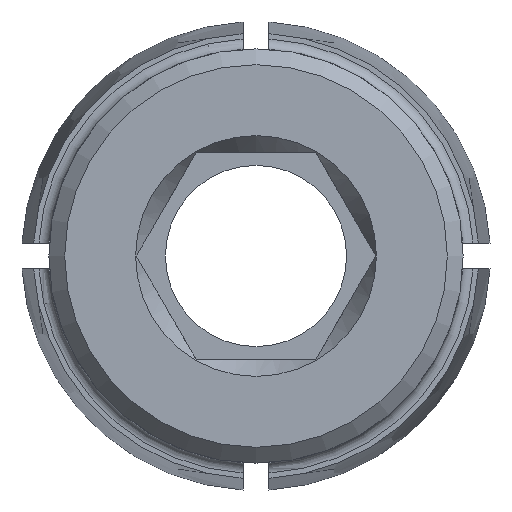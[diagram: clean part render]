
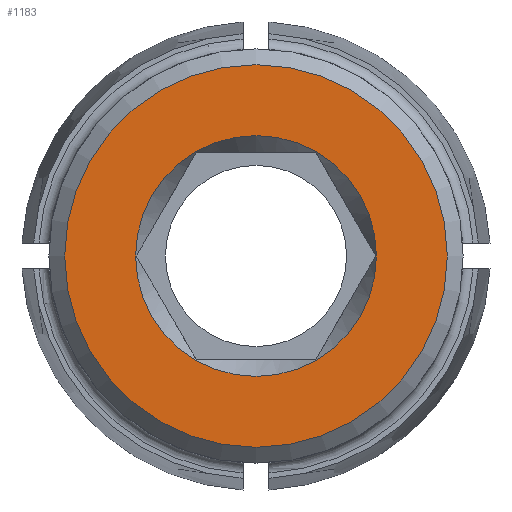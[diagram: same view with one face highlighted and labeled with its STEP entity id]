
A CAD part, left-side view. The second image highlights one B-rep face of the part: STEP entity #1183.
In plain terms, the highlighted planar face has unit normal (-1, 0, 0).
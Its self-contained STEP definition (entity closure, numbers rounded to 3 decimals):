
#119=CIRCLE('',#1303,4.65);
#120=CIRCLE('',#1305,7.387);
#382=ORIENTED_EDGE('',*,*,#627,.F.);
#383=ORIENTED_EDGE('',*,*,#620,.T.);
#620=EDGE_CURVE('',#754,#754,#119,.T.);
#627=EDGE_CURVE('',#761,#761,#120,.T.);
#754=VERTEX_POINT('',#2034);
#761=VERTEX_POINT('',#2085);
#987=EDGE_LOOP('',(#382));
#988=EDGE_LOOP('',(#383));
#1067=FACE_BOUND('',#987,.T.);
#1068=FACE_BOUND('',#988,.T.);
#1127=PLANE('',#1304);
#1183=ADVANCED_FACE('',(#1067,#1068),#1127,.F.);
#1303=AXIS2_PLACEMENT_3D('',#2033,#1584,#1585);
#1304=AXIS2_PLACEMENT_3D('',#2083,#1586,#1587);
#1305=AXIS2_PLACEMENT_3D('',#2084,#1588,#1589);
#1584=DIRECTION('',(1.,0.,0.));
#1585=DIRECTION('',(0.,0.,-1.));
#1586=DIRECTION('',(1.,0.,0.));
#1587=DIRECTION('',(0.,0.,-1.));
#1588=DIRECTION('',(1.,0.,0.));
#1589=DIRECTION('',(0.,0.,-1.));
#2033=CARTESIAN_POINT('',(0.,0.,0.));
#2034=CARTESIAN_POINT('',(0.,0.,-4.65));
#2083=CARTESIAN_POINT('',(0.,4.65,0.));
#2084=CARTESIAN_POINT('',(0.,0.,0.));
#2085=CARTESIAN_POINT('',(0.,0.,-7.387));
